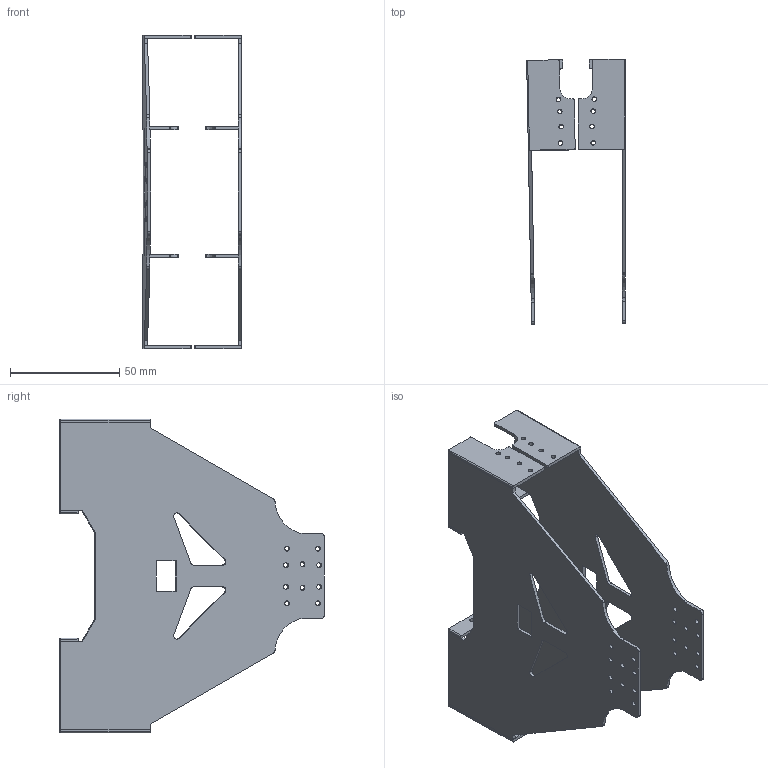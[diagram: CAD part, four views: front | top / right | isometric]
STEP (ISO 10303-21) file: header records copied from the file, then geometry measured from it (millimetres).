
FILE_DESCRIPTION(/* description */ (''),/* implementation_level */ '2;1');
FILE_NAME(/* name */ 'SR319-BODY.stp',/* time_stamp */ '2018-06-17T12:03:10-07:00',/* author */ (''),/* organization */ (''),/* preprocessor_version */ 'ST-DEVELOPER v14.6',/* originating_system */ '',/* authorisation */ '');
FILE_SCHEMA (('AUTOMOTIVE_DESIGN { 1 2 10303 214 1 1 1 1 }'));
Length unit declared in the file: centimetre
Products named in the file (1): 1234-K789
Bounding box: 45.27 x 121.4 x 143.8 mm (x, y, z)
Volume: 38547.4 mm3; surface area: 54827 mm2
Topology: 10 solids, 10 shells, 216 faces, 620 edges, 424 vertices
Faces by surface type: plane 112, cylinder 104
Full cylindrical faces by diameter (mm): 2.1 x20, 2.18 x20
Entity records: 6857 total; most frequent: DIRECTION 1190, CARTESIAN_POINT 1157, ORIENTED_EDGE 1096, EDGE_CURVE 548, AXIS2_PLACEMENT_3D 425, VERTEX_POINT 392, EDGE_LOOP 348, LINE 340
